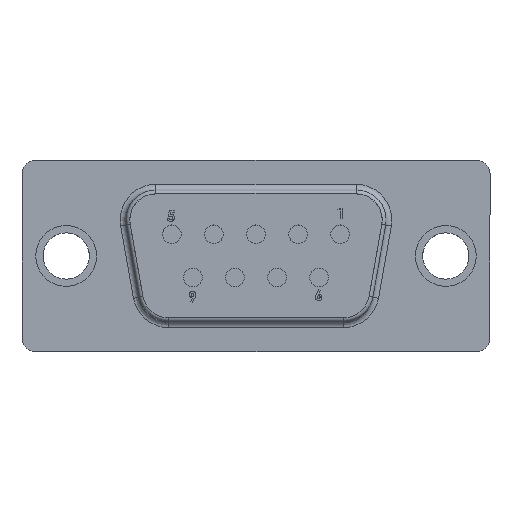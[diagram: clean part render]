
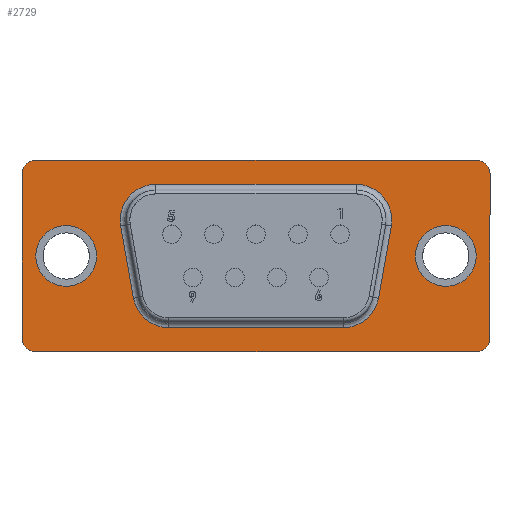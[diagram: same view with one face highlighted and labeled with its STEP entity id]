
A CAD part, top view. The second image highlights one B-rep face of the part: STEP entity #2729.
In plain terms, the highlighted planar face has unit normal (0, 0, 1).
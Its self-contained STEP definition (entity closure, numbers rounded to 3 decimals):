
#1369=CARTESIAN_POINT('',(-14.497,0.0,5.676));
#1370=VERTEX_POINT('',#1369);
#1379=CARTESIAN_POINT('',(-10.497,0.,5.676));
#1380=VERTEX_POINT('',#1379);
#1381=CARTESIAN_POINT('',(-12.497,0.0,5.676));
#1382=DIRECTION('',(0.0,0.0,-1.0));
#1383=DIRECTION('',(-1.0,0.0,0.0));
#1384=AXIS2_PLACEMENT_3D('',#1381,#1382,#1383);
#1385=CIRCLE('',#1384,2.0);
#1386=EDGE_CURVE('',#1380,#1370,#1385,.T.);
#1411=CARTESIAN_POINT('',(10.497,0.0,5.676));
#1412=VERTEX_POINT('',#1411);
#1421=CARTESIAN_POINT('',(14.497,0.,5.676));
#1422=VERTEX_POINT('',#1421);
#1423=CARTESIAN_POINT('',(12.497,0.0,5.676));
#1424=DIRECTION('',(0.0,0.0,-1.0));
#1425=DIRECTION('',(-1.0,0.0,0.0));
#1426=AXIS2_PLACEMENT_3D('',#1423,#1424,#1425);
#1427=CIRCLE('',#1426,2.0);
#1428=EDGE_CURVE('',#1422,#1412,#1427,.T.);
#1462=CARTESIAN_POINT('',(12.497,0.0,5.676));
#1463=DIRECTION('',(0.0,0.0,-1.0));
#1464=DIRECTION('',(-1.0,0.0,0.0));
#1465=AXIS2_PLACEMENT_3D('',#1462,#1463,#1464);
#1466=CIRCLE('',#1465,2.0);
#1467=EDGE_CURVE('',#1412,#1422,#1466,.T.);
#1486=CARTESIAN_POINT('',(-12.497,0.0,5.676));
#1487=DIRECTION('',(0.0,0.0,-1.0));
#1488=DIRECTION('',(-1.0,0.0,0.0));
#1489=AXIS2_PLACEMENT_3D('',#1486,#1487,#1488);
#1490=CIRCLE('',#1489,2.0);
#1491=EDGE_CURVE('',#1370,#1380,#1490,.T.);
#2190=CARTESIAN_POINT('',(-6.603,4.712,5.676));
#2191=VERTEX_POINT('',#2190);
#2199=CARTESIAN_POINT('',(-8.904,1.969,5.676));
#2200=VERTEX_POINT('',#2199);
#2201=CARTESIAN_POINT('',(-6.603,2.375,5.676));
#2202=DIRECTION('',(0.,0.,1.0));
#2203=DIRECTION('',(-0.766,0.643,0.));
#2204=AXIS2_PLACEMENT_3D('',#2201,#2202,#2203);
#2205=CIRCLE('',#2204,2.337);
#2206=EDGE_CURVE('',#2191,#2200,#2205,.T.);
#2234=CARTESIAN_POINT('',(6.603,4.712,5.676));
#2235=VERTEX_POINT('',#2234);
#2243=CARTESIAN_POINT('',(6.603,4.712,5.676));
#2244=DIRECTION('',(-1.0,0.0,0.0));
#2245=VECTOR('',#2244,13.205);
#2246=LINE('',#2243,#2245);
#2247=EDGE_CURVE('',#2235,#2191,#2246,.T.);
#2264=CARTESIAN_POINT('',(-8.066,-2.781,5.676));
#2265=VERTEX_POINT('',#2264);
#2282=CARTESIAN_POINT('',(-8.904,1.969,5.676));
#2283=DIRECTION('',(0.174,-0.985,0.0));
#2284=VECTOR('',#2283,4.823);
#2285=LINE('',#2282,#2284);
#2286=EDGE_CURVE('',#2200,#2265,#2285,.T.);
#2346=CARTESIAN_POINT('',(8.904,1.969,5.676));
#2347=VERTEX_POINT('',#2346);
#2355=CARTESIAN_POINT('',(6.603,2.375,5.676));
#2356=DIRECTION('',(0.,0.,1.0));
#2357=DIRECTION('',(0.766,0.643,0.));
#2358=AXIS2_PLACEMENT_3D('',#2355,#2356,#2357);
#2359=CIRCLE('',#2358,2.337);
#2360=EDGE_CURVE('',#2347,#2235,#2359,.T.);
#2396=CARTESIAN_POINT('',(-5.764,-4.712,5.676));
#2397=VERTEX_POINT('',#2396);
#2415=CARTESIAN_POINT('',(-5.764,-2.375,5.676));
#2416=DIRECTION('',(0.,0.,1.0));
#2417=DIRECTION('',(-0.643,-0.766,0.));
#2418=AXIS2_PLACEMENT_3D('',#2415,#2416,#2417);
#2419=CIRCLE('',#2418,2.337);
#2420=EDGE_CURVE('',#2265,#2397,#2419,.T.);
#2432=CARTESIAN_POINT('',(8.066,-2.781,5.676));
#2433=VERTEX_POINT('',#2432);
#2441=CARTESIAN_POINT('',(8.066,-2.781,5.676));
#2442=DIRECTION('',(0.174,0.985,0.0));
#2443=VECTOR('',#2442,4.823);
#2444=LINE('',#2441,#2443);
#2445=EDGE_CURVE('',#2433,#2347,#2444,.T.);
#2462=CARTESIAN_POINT('',(5.764,-4.712,5.676));
#2463=VERTEX_POINT('',#2462);
#2480=CARTESIAN_POINT('',(-5.764,-4.712,5.676));
#2481=DIRECTION('',(1.0,0.0,0.0));
#2482=VECTOR('',#2481,11.529);
#2483=LINE('',#2480,#2482);
#2484=EDGE_CURVE('',#2397,#2463,#2483,.T.);
#2521=CARTESIAN_POINT('',(5.764,-2.375,5.676));
#2522=DIRECTION('',(0.,0.,1.0));
#2523=DIRECTION('',(0.643,-0.766,0.));
#2524=AXIS2_PLACEMENT_3D('',#2521,#2522,#2523);
#2525=CIRCLE('',#2524,2.337);
#2526=EDGE_CURVE('',#2463,#2433,#2525,.T.);
#2636=CARTESIAN_POINT('',(0.,0.,5.676));
#2637=DIRECTION('',(0.0,0.0,1.0));
#2638=DIRECTION('',(1.0,0.0,0.0));
#2639=AXIS2_PLACEMENT_3D('',#2636,#2637,#2638);
#2640=PLANE('',#2639);
#2641=CARTESIAN_POINT('',(15.405,-5.41,5.676));
#2642=VERTEX_POINT('',#2641);
#2643=CARTESIAN_POINT('',(15.405,5.41,5.676));
#2644=VERTEX_POINT('',#2643);
#2645=CARTESIAN_POINT('',(15.405,-5.41,5.676));
#2646=DIRECTION('',(0.0,1.0,0.0));
#2647=VECTOR('',#2646,10.82);
#2648=LINE('',#2645,#2647);
#2649=EDGE_CURVE('',#2642,#2644,#2648,.T.);
#2650=ORIENTED_EDGE('',*,*,#2649,.T.);
#2651=CARTESIAN_POINT('',(14.516,6.299,5.676));
#2652=VERTEX_POINT('',#2651);
#2653=CARTESIAN_POINT('',(14.516,5.41,5.676));
#2654=DIRECTION('',(0.0,0.0,1.0));
#2655=DIRECTION('',(0.707,0.707,0.0));
#2656=AXIS2_PLACEMENT_3D('',#2653,#2654,#2655);
#2657=CIRCLE('',#2656,0.889);
#2658=EDGE_CURVE('',#2644,#2652,#2657,.T.);
#2659=ORIENTED_EDGE('',*,*,#2658,.T.);
#2660=CARTESIAN_POINT('',(-14.516,6.299,5.676));
#2661=VERTEX_POINT('',#2660);
#2662=CARTESIAN_POINT('',(14.516,6.299,5.676));
#2663=DIRECTION('',(-1.0,0.0,0.0));
#2664=VECTOR('',#2663,29.032);
#2665=LINE('',#2662,#2664);
#2666=EDGE_CURVE('',#2652,#2661,#2665,.T.);
#2667=ORIENTED_EDGE('',*,*,#2666,.T.);
#2668=CARTESIAN_POINT('',(-15.405,5.41,5.676));
#2669=VERTEX_POINT('',#2668);
#2670=CARTESIAN_POINT('',(-14.516,5.41,5.676));
#2671=DIRECTION('',(0.0,0.0,1.0));
#2672=DIRECTION('',(-0.707,0.707,0.0));
#2673=AXIS2_PLACEMENT_3D('',#2670,#2671,#2672);
#2674=CIRCLE('',#2673,0.889);
#2675=EDGE_CURVE('',#2661,#2669,#2674,.T.);
#2676=ORIENTED_EDGE('',*,*,#2675,.T.);
#2677=CARTESIAN_POINT('',(-15.405,-5.41,5.676));
#2678=VERTEX_POINT('',#2677);
#2679=CARTESIAN_POINT('',(-15.405,5.41,5.676));
#2680=DIRECTION('',(0.0,-1.0,0.0));
#2681=VECTOR('',#2680,10.82);
#2682=LINE('',#2679,#2681);
#2683=EDGE_CURVE('',#2669,#2678,#2682,.T.);
#2684=ORIENTED_EDGE('',*,*,#2683,.T.);
#2685=CARTESIAN_POINT('',(-14.516,-6.299,5.676));
#2686=VERTEX_POINT('',#2685);
#2687=CARTESIAN_POINT('',(-14.516,-5.41,5.676));
#2688=DIRECTION('',(0.0,0.0,1.0));
#2689=DIRECTION('',(-0.707,-0.707,0.0));
#2690=AXIS2_PLACEMENT_3D('',#2687,#2688,#2689);
#2691=CIRCLE('',#2690,0.889);
#2692=EDGE_CURVE('',#2678,#2686,#2691,.T.);
#2693=ORIENTED_EDGE('',*,*,#2692,.T.);
#2694=CARTESIAN_POINT('',(14.516,-6.299,5.676));
#2695=VERTEX_POINT('',#2694);
#2696=CARTESIAN_POINT('',(-14.516,-6.299,5.676));
#2697=DIRECTION('',(1.0,0.0,0.0));
#2698=VECTOR('',#2697,29.032);
#2699=LINE('',#2696,#2698);
#2700=EDGE_CURVE('',#2686,#2695,#2699,.T.);
#2701=ORIENTED_EDGE('',*,*,#2700,.T.);
#2702=CARTESIAN_POINT('',(14.516,-5.41,5.676));
#2703=DIRECTION('',(0.0,0.0,1.0));
#2704=DIRECTION('',(0.707,-0.707,0.0));
#2705=AXIS2_PLACEMENT_3D('',#2702,#2703,#2704);
#2706=CIRCLE('',#2705,0.889);
#2707=EDGE_CURVE('',#2695,#2642,#2706,.T.);
#2708=ORIENTED_EDGE('',*,*,#2707,.T.);
#2709=EDGE_LOOP('',(#2650,#2659,#2667,#2676,#2684,#2693,#2701,#2708));
#2710=FACE_OUTER_BOUND('',#2709,.T.);
#2711=ORIENTED_EDGE('',*,*,#1428,.T.);
#2712=ORIENTED_EDGE('',*,*,#1467,.T.);
#2713=EDGE_LOOP('',(#2711,#2712));
#2714=FACE_BOUND('',#2713,.T.);
#2715=ORIENTED_EDGE('',*,*,#1386,.T.);
#2716=ORIENTED_EDGE('',*,*,#1491,.T.);
#2717=EDGE_LOOP('',(#2715,#2716));
#2718=FACE_BOUND('',#2717,.T.);
#2719=ORIENTED_EDGE('',*,*,#2206,.F.);
#2720=ORIENTED_EDGE('',*,*,#2247,.F.);
#2721=ORIENTED_EDGE('',*,*,#2360,.F.);
#2722=ORIENTED_EDGE('',*,*,#2445,.F.);
#2723=ORIENTED_EDGE('',*,*,#2526,.F.);
#2724=ORIENTED_EDGE('',*,*,#2484,.F.);
#2725=ORIENTED_EDGE('',*,*,#2420,.F.);
#2726=ORIENTED_EDGE('',*,*,#2286,.F.);
#2727=EDGE_LOOP('',(#2719,#2720,#2721,#2722,#2723,#2724,#2725,#2726));
#2728=FACE_BOUND('',#2727,.T.);
#2729=ADVANCED_FACE('',(#2710,#2714,#2718,#2728),#2640,.T.);
